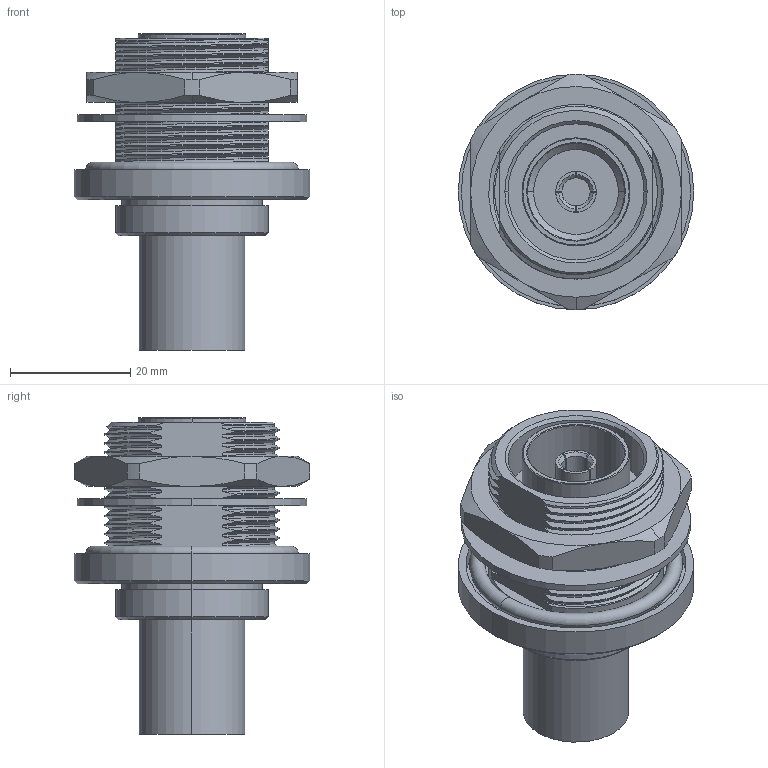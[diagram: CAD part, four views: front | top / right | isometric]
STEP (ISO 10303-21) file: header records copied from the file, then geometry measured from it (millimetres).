
FILE_DESCRIPTION (( 'STEP AP203' ), '1' );
FILE_NAME ('FMCN1836_3D.STEP', '2022-02-14T21:00:08', ( '' ), ( '' ), 'SwSTEP 2.0', 'SolidWorks 2021', '' );
FILE_SCHEMA (( 'CONFIG_CONTROL_DESIGN' ));
Products named in the file (1): FMCN1836_3D
Bounding box: 39.12 x 39.12 x 52.6 mm (x, y, z)
Volume: 21910.7 mm3; surface area: 15807 mm2
Topology: 5 solids, 5 shells, 255 faces, 673 edges, 437 vertices
Faces by surface type: bspline 90, cylinder 73, plane 47, cone 41, torus 4
Entity records: 49960 total; most frequent: CARTESIAN_POINT 44675, ORIENTED_EDGE 1346, DIRECTION 801, EDGE_CURVE 673, VERTEX_POINT 437, AXIS2_PLACEMENT_3D 316, EDGE_LOOP 272, ADVANCED_FACE 255
